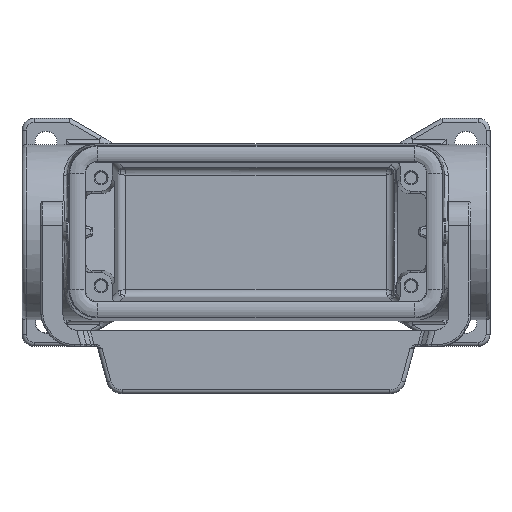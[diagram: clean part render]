
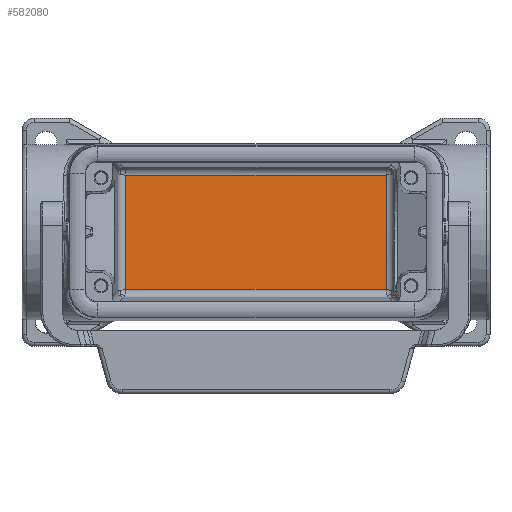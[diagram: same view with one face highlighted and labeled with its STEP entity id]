
A CAD part, top view. The second image highlights one B-rep face of the part: STEP entity #582080.
In plain terms, the highlighted planar face has unit normal (0, 0, 1).
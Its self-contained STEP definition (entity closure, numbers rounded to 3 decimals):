
#544020=CARTESIAN_POINT('',(106.102,54.488,
3.));
#544030=VERTEX_POINT('',#544020);
#544060=CARTESIAN_POINT('',(0.,54.488,3.));
#544070=DIRECTION('',(-1.,0.,0.));
#544080=VECTOR('',#544070,1.);
#544090=LINE('',#544060,#544080);
#544100=CARTESIAN_POINT('',(41.035,54.488,
3.));
#544110=VERTEX_POINT('',#544100);
#544120=EDGE_CURVE('',#544030,#544110,#544090,.T.);
#566790=CARTESIAN_POINT('',(41.035,25.922,
3.));
#566800=VERTEX_POINT('',#566790);
#571590=CARTESIAN_POINT('',(0.,25.922,3.));
#571600=DIRECTION('',(1.,0.,0.));
#571610=VECTOR('',#571600,1.);
#571620=LINE('',#571590,#571610);
#571630=CARTESIAN_POINT('',(106.102,25.922,
3.));
#571640=VERTEX_POINT('',#571630);
#571650=EDGE_CURVE('',#566800,#571640,#571620,.T.);
#572890=CARTESIAN_POINT('',(106.102,0.,
3.));
#572900=DIRECTION('',(0.,1.,0.));
#572910=VECTOR('',#572900,1.);
#572920=LINE('',#572890,#572910);
#572930=EDGE_CURVE('',#571640,#544030,#572920,.T.);
#574110=CARTESIAN_POINT('',(41.035,0.,
3.));
#574120=DIRECTION('',(0.,1.,0.));
#574130=VECTOR('',#574120,1.);
#574140=LINE('',#574110,#574130);
#574150=EDGE_CURVE('',#566800,#544110,#574140,.T.);
#581970=CARTESIAN_POINT('',(97.269,40.205,3.))
;
#581980=DIRECTION('',(0.,0.,1.));
#581990=DIRECTION('',(-1.,0.,0.));
#582000=AXIS2_PLACEMENT_3D('',#581970,#581980,#581990);
#582010=PLANE('',#582000);
#582020=ORIENTED_EDGE('',*,*,#571650,.T.);
#582030=ORIENTED_EDGE('',*,*,#574150,.F.);
#582040=ORIENTED_EDGE('',*,*,#544120,.T.);
#582050=ORIENTED_EDGE('',*,*,#572930,.T.);
#582060=EDGE_LOOP('',(#582050,#582040,#582030,#582020));
#582070=FACE_OUTER_BOUND('',#582060,.T.);
#582080=ADVANCED_FACE('',(#582070),#582010,.T.);
